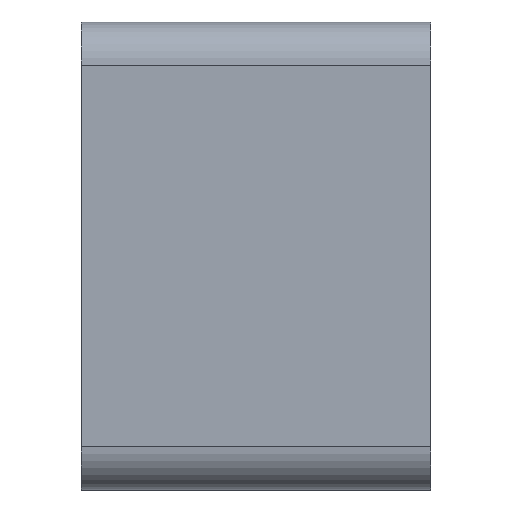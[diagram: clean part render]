
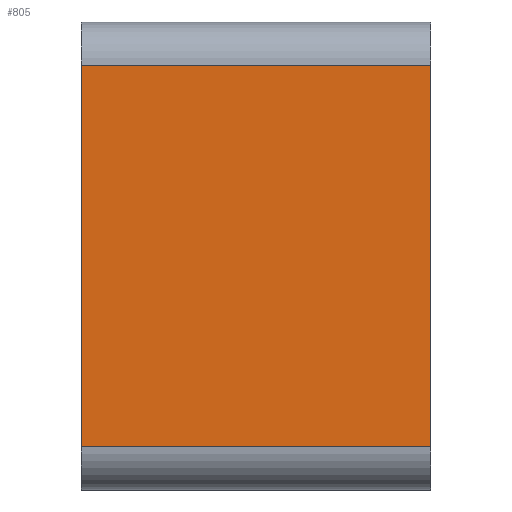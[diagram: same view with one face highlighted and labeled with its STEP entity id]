
A CAD part, left-side view. The second image highlights one B-rep face of the part: STEP entity #805.
In plain terms, the highlighted planar face has unit normal (-1, 0, 0).
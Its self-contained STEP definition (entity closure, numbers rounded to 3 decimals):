
#290 = FACE_OUTER_BOUND ( 'NONE', #1329, .T. ) ;
#294 = LINE ( 'NONE', #1878, #298 ) ;
#298 = VECTOR ( 'NONE', #1874, 1000. ) ;
#525 = LINE ( 'NONE', #1800, #527 ) ;
#527 = VECTOR ( 'NONE', #1775, 1000. ) ;
#538 = LINE ( 'NONE', #1691, #541 ) ;
#541 = VECTOR ( 'NONE', #1690, 1000. ) ;
#545 = LINE ( 'NONE', #1653, #553 ) ;
#553 = VECTOR ( 'NONE', #1651, 1000. ) ;
#662 = AXIS2_PLACEMENT_3D ( 'NONE', #1916, #1905, #1902 ) ;
#727 = ORIENTED_EDGE ( 'NONE', *, *, #869, .T. ) ;
#728 = ORIENTED_EDGE ( 'NONE', *, *, #858, .F. ) ;
#746 = ORIENTED_EDGE ( 'NONE', *, *, #839, .T. ) ;
#805 = ADVANCED_FACE ( 'NONE', ( #290 ), #1922, .F. ) ;
#819 = ORIENTED_EDGE ( 'NONE', *, *, #877, .T. ) ;
#839 = EDGE_CURVE ( 'NONE', #1760, #1435, #294, .T. ) ;
#858 = EDGE_CURVE ( 'NONE', #1433, #1435, #525, .T. ) ;
#869 = EDGE_CURVE ( 'NONE', #1433, #1430, #538, .T. ) ;
#877 = EDGE_CURVE ( 'NONE', #1430, #1760, #545, .T. ) ;
#1123 = CARTESIAN_POINT ( 'NONE',  ( -10.1, -6.05, 6.6 ) ) ;
#1164 = CARTESIAN_POINT ( 'NONE',  ( -10.1, 6.05, 6.6 ) ) ;
#1165 = CARTESIAN_POINT ( 'NONE',  ( -10.1, -6.05, -6.6 ) ) ;
#1216 = CARTESIAN_POINT ( 'NONE',  ( -10.1, 6.05, -6.6 ) ) ;
#1329 = EDGE_LOOP ( 'NONE', ( #746, #728, #727, #819 ) ) ;
#1430 = VERTEX_POINT ( 'NONE', #1164 ) ;
#1433 = VERTEX_POINT ( 'NONE', #1123 ) ;
#1435 = VERTEX_POINT ( 'NONE', #1165 ) ;
#1651 = DIRECTION ( 'NONE',  ( 0., 0., -1. ) ) ;
#1653 = CARTESIAN_POINT ( 'NONE',  ( -10.1, 6.05, 8.1 ) ) ;
#1690 = DIRECTION ( 'NONE',  ( 0., 1., 0. ) ) ;
#1691 = CARTESIAN_POINT ( 'NONE',  ( -10.1, 0., 6.6 ) ) ;
#1760 = VERTEX_POINT ( 'NONE', #1216 ) ;
#1775 = DIRECTION ( 'NONE',  ( 0., 0., -1. ) ) ;
#1800 = CARTESIAN_POINT ( 'NONE',  ( -10.1, -6.05, 8.1 ) ) ;
#1874 = DIRECTION ( 'NONE',  ( 0., -1., 0. ) ) ;
#1878 = CARTESIAN_POINT ( 'NONE',  ( -10.1, 0., -6.6 ) ) ;
#1902 = DIRECTION ( 'NONE',  ( 0., 0., -1. ) ) ;
#1905 = DIRECTION ( 'NONE',  ( 1., 0., 0. ) ) ;
#1916 = CARTESIAN_POINT ( 'NONE',  ( -10.1, 0., 8.1 ) ) ;
#1922 = PLANE ( 'NONE',  #662 ) ;
